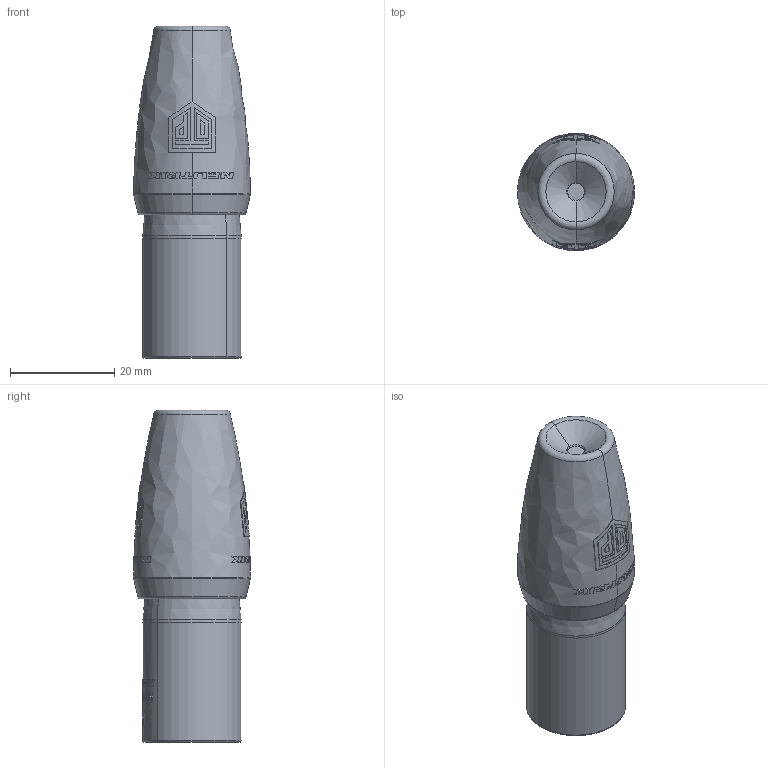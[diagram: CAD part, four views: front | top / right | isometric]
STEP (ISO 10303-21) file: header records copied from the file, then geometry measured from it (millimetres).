
FILE_DESCRIPTION((''),'2;1');
FILE_NAME('30010121','2022-11-21T15:27:50',('SYSTEM'),(''),'CREO PARAMETRIC BY PTC INC, 2021184','CREO PARAMETRIC BY PTC INC, 2021184','');
FILE_SCHEMA(('CONFIG_CONTROL_DESIGN'));
Length unit declared in the file: millimetre
Products named in the file (1): 30010121
Bounding box: 22.52 x 22.57 x 63.82 mm (x, y, z)
Volume: 16016.7 mm3; surface area: 5513.4 mm2
Topology: 1 solids, 3 shells, 757 faces, 2045 edges, 1341 vertices
Faces by surface type: plane 346, bspline 266, cone 74, cylinder 39, torus 14, sphere 10, extrusion 8
Entity records: 30381 total; most frequent: CARTESIAN_POINT 13008, ORIENTED_EDGE 4070, DIRECTION 2800, EDGE_CURVE 2035, VERTEX_POINT 1341, VECTOR 1048, LINE 1040, AXIS2_PLACEMENT_3D 876
